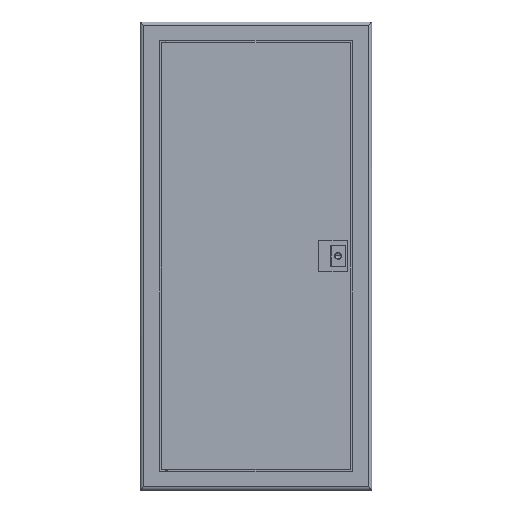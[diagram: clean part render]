
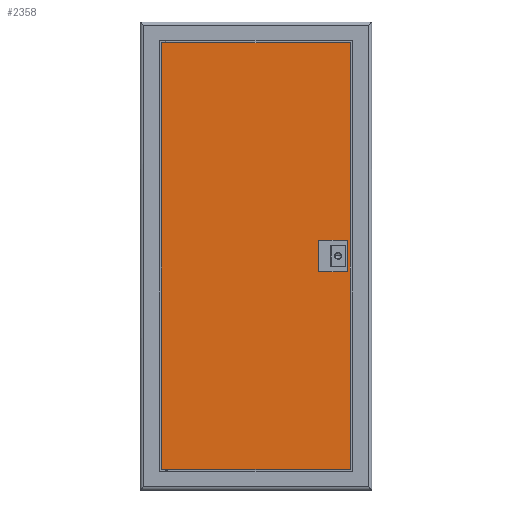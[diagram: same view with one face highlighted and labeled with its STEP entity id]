
A CAD part, top view. The second image highlights one B-rep face of the part: STEP entity #2358.
In plain terms, the highlighted planar face has unit normal (0, 0, 1).
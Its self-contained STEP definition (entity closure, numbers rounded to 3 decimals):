
#39 = ORIENTED_EDGE ( 'NONE', *, *, #3511, .T. ) ;
#172 = CARTESIAN_POINT ( 'NONE',  ( 97.5, 24.15, 5.5 ) ) ;
#253 = DIRECTION ( 'NONE',  ( 0., -1., 0. ) ) ;
#308 = DIRECTION ( 'NONE',  ( 0., -1., 0. ) ) ;
#364 = VERTEX_POINT ( 'NONE', #8621 ) ;
#812 = VERTEX_POINT ( 'NONE', #172 ) ;
#850 = DIRECTION ( 'NONE',  ( 1., 0., 0. ) ) ;
#1593 = CARTESIAN_POINT ( 'NONE',  ( 0., 331.5, 5.5 ) ) ;
#1653 = CARTESIAN_POINT ( 'NONE',  ( -146.5, 331.5, 5.5 ) ) ;
#1661 = EDGE_CURVE ( 'NONE', #812, #364, #11852, .T. ) ;
#1663 = CARTESIAN_POINT ( 'NONE',  ( 97.5, 24.15, 5.5 ) ) ;
#1818 = VECTOR ( 'NONE', #253, 1000. ) ;
#1828 = EDGE_LOOP ( 'NONE', ( #5436, #6385, #3552, #39 ) ) ;
#2320 = EDGE_CURVE ( 'NONE', #5894, #6323, #5740, .T. ) ;
#2358 = ADVANCED_FACE ( 'NONE', ( #2980, #8250 ), #4408, .T. ) ;
#2381 = EDGE_LOOP ( 'NONE', ( #4128, #3993, #3108, #6157 ) ) ;
#2398 = EDGE_CURVE ( 'NONE', #8772, #5894, #9906, .T. ) ;
#2587 = DIRECTION ( 'NONE',  ( 1., 0., 0. ) ) ;
#2618 = DIRECTION ( 'NONE',  ( 0., 1., 0. ) ) ;
#2846 = LINE ( 'NONE', #12226, #7236 ) ;
#2980 = FACE_OUTER_BOUND ( 'NONE', #1828, .T. ) ;
#3013 = VECTOR ( 'NONE', #12211, 1000. ) ;
#3108 = ORIENTED_EDGE ( 'NONE', *, *, #11928, .F. ) ;
#3294 = CARTESIAN_POINT ( 'NONE',  ( 146.5, 331.5, 5.5 ) ) ;
#3384 = AXIS2_PLACEMENT_3D ( 'NONE', #11972, #8183, #2587 ) ;
#3447 = EDGE_CURVE ( 'NONE', #364, #8405, #3879, .T. ) ;
#3511 = EDGE_CURVE ( 'NONE', #10771, #8772, #10524, .T. ) ;
#3552 = ORIENTED_EDGE ( 'NONE', *, *, #6102, .T. ) ;
#3879 = LINE ( 'NONE', #6440, #8885 ) ;
#3993 = ORIENTED_EDGE ( 'NONE', *, *, #1661, .F. ) ;
#4128 = ORIENTED_EDGE ( 'NONE', *, *, #3447, .F. ) ;
#4408 = PLANE ( 'NONE',  #3384 ) ;
#4929 = CARTESIAN_POINT ( 'NONE',  ( 97.5, 24.15, 5.5 ) ) ;
#5436 = ORIENTED_EDGE ( 'NONE', *, *, #2398, .T. ) ;
#5740 = LINE ( 'NONE', #1593, #11389 ) ;
#5894 = VERTEX_POINT ( 'NONE', #3294 ) ;
#5901 = CARTESIAN_POINT ( 'NONE',  ( -146.5, 0., 5.5 ) ) ;
#6102 = EDGE_CURVE ( 'NONE', #6323, #10771, #8718, .T. ) ;
#6157 = ORIENTED_EDGE ( 'NONE', *, *, #9314, .F. ) ;
#6206 = VECTOR ( 'NONE', #308, 1000. ) ;
#6323 = VERTEX_POINT ( 'NONE', #1653 ) ;
#6385 = ORIENTED_EDGE ( 'NONE', *, *, #2320, .T. ) ;
#6440 = CARTESIAN_POINT ( 'NONE',  ( 97.5, -24.15, 5.5 ) ) ;
#7229 = VECTOR ( 'NONE', #11007, 1000. ) ;
#7236 = VECTOR ( 'NONE', #10318, 1000. ) ;
#7287 = CARTESIAN_POINT ( 'NONE',  ( 146.5, 0., 5.5 ) ) ;
#7375 = VECTOR ( 'NONE', #2618, 1000. ) ;
#7391 = CARTESIAN_POINT ( 'NONE',  ( -146.5, -331.5, 5.5 ) ) ;
#7484 = CARTESIAN_POINT ( 'NONE',  ( 142.1, 24.15, 5.5 ) ) ;
#8144 = DIRECTION ( 'NONE',  ( -1., 0., 0. ) ) ;
#8183 = DIRECTION ( 'NONE',  ( 0., 0., 1. ) ) ;
#8250 = FACE_BOUND ( 'NONE', #2381, .T. ) ;
#8405 = VERTEX_POINT ( 'NONE', #9494 ) ;
#8621 = CARTESIAN_POINT ( 'NONE',  ( 97.5, -24.15, 5.5 ) ) ;
#8718 = LINE ( 'NONE', #5901, #6206 ) ;
#8772 = VERTEX_POINT ( 'NONE', #11964 ) ;
#8885 = VECTOR ( 'NONE', #850, 1000. ) ;
#9314 = EDGE_CURVE ( 'NONE', #8405, #11491, #2846, .T. ) ;
#9494 = CARTESIAN_POINT ( 'NONE',  ( 142.1, -24.15, 5.5 ) ) ;
#9906 = LINE ( 'NONE', #7287, #7375 ) ;
#10053 = LINE ( 'NONE', #1663, #7229 ) ;
#10303 = CARTESIAN_POINT ( 'NONE',  ( 0., -331.5, 5.5 ) ) ;
#10318 = DIRECTION ( 'NONE',  ( 0., 1., 0. ) ) ;
#10524 = LINE ( 'NONE', #10303, #3013 ) ;
#10771 = VERTEX_POINT ( 'NONE', #7391 ) ;
#11007 = DIRECTION ( 'NONE',  ( -1., 0., 0. ) ) ;
#11389 = VECTOR ( 'NONE', #8144, 1000. ) ;
#11491 = VERTEX_POINT ( 'NONE', #7484 ) ;
#11852 = LINE ( 'NONE', #4929, #1818 ) ;
#11928 = EDGE_CURVE ( 'NONE', #11491, #812, #10053, .T. ) ;
#11964 = CARTESIAN_POINT ( 'NONE',  ( 146.5, -331.5, 5.5 ) ) ;
#11972 = CARTESIAN_POINT ( 'NONE',  ( 0., 0., 5.5 ) ) ;
#12211 = DIRECTION ( 'NONE',  ( 1., 0., 0. ) ) ;
#12226 = CARTESIAN_POINT ( 'NONE',  ( 142.1, 24.15, 5.5 ) ) ;
